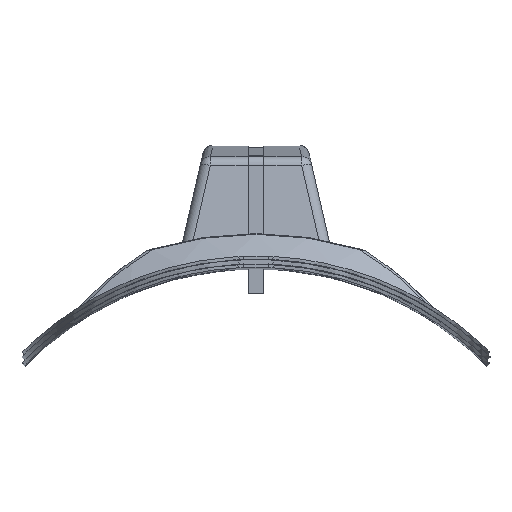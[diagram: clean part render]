
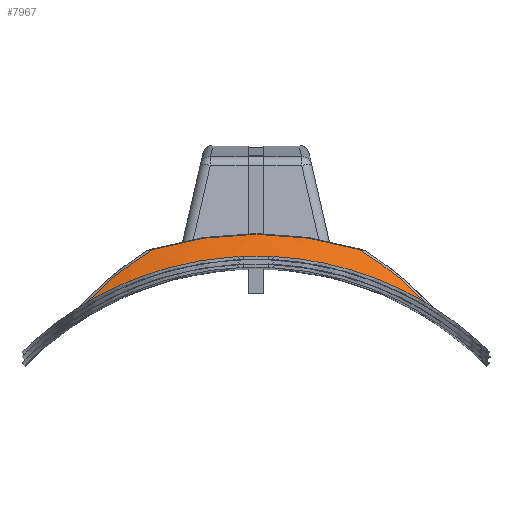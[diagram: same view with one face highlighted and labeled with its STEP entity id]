
A CAD part, top view. The second image highlights one B-rep face of the part: STEP entity #7967.
In plain terms, the highlighted conical face has half-angle 43.394 degrees and reference radius 69.713 mm.
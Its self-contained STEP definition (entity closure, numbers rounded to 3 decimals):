
#6653=CARTESIAN_POINT('',(20.247,66.708,145.663));
#6654=VERTEX_POINT('',#6653);
#6701=CARTESIAN_POINT('',(-20.247,66.708,145.663));
#6702=VERTEX_POINT('',#6701);
#6710=CARTESIAN_POINT('',(0.,0.,145.663));
#6711=DIRECTION('',(0.,0.,-1.0));
#6712=DIRECTION('',(-0.29,0.957,0.));
#6713=AXIS2_PLACEMENT_3D('',#6710,#6711,#6712);
#6714=CIRCLE('',#6713,69.713);
#6715=EDGE_CURVE('',#6702,#6654,#6714,.T.);
#7211=CARTESIAN_POINT('',(33.51,56.105,150.279));
#7212=VERTEX_POINT('',#7211);
#7213=CARTESIAN_POINT('',(33.509,56.105,150.279));
#7214=CARTESIAN_POINT('',(29.697,60.076,148.74));
#7215=CARTESIAN_POINT('',(25.244,63.672,147.202));
#7216=CARTESIAN_POINT('',(20.247,66.708,145.663));
#7217=B_SPLINE_CURVE_WITH_KNOTS('',3,(#7213,#7214,#7215,#7216),.UNSPECIFIED.,.F.,.U.,(4,4),(0.0,0.244),.UNSPECIFIED.);
#7218=EDGE_CURVE('',#7212,#6654,#7217,.T.);
#7842=CARTESIAN_POINT('',(-33.51,56.105,150.279));
#7843=VERTEX_POINT('',#7842);
#7854=CARTESIAN_POINT('',(-33.509,56.105,150.279));
#7855=CARTESIAN_POINT('',(-29.697,60.076,148.74));
#7856=CARTESIAN_POINT('',(-25.244,63.672,147.202));
#7857=CARTESIAN_POINT('',(-20.247,66.708,145.663));
#7858=B_SPLINE_CURVE_WITH_KNOTS('',3,(#7854,#7855,#7856,#7857),.UNSPECIFIED.,.F.,.U.,(4,4),(0.0,0.244),.UNSPECIFIED.);
#7859=EDGE_CURVE('',#7843,#6702,#7858,.T.);
#7950=CARTESIAN_POINT('',(0.,0.,145.663));
#7951=DIRECTION('',(0.,0.,-1.0));
#7952=DIRECTION('',(-0.29,0.957,0.));
#7953=AXIS2_PLACEMENT_3D('',#7950,#7951,#7952);
#7954=CONICAL_SURFACE('',#7953,69.713,43.394);
#7955=ORIENTED_EDGE('',*,*,#6715,.F.);
#7956=ORIENTED_EDGE('',*,*,#7859,.F.);
#7957=CARTESIAN_POINT('',(0.,0.,150.279));
#7958=DIRECTION('',(0.,0.,1.0));
#7959=DIRECTION('',(0.513,0.859,0.));
#7960=AXIS2_PLACEMENT_3D('',#7957,#7958,#7959);
#7961=CIRCLE('',#7960,65.35);
#7962=EDGE_CURVE('',#7212,#7843,#7961,.T.);
#7963=ORIENTED_EDGE('',*,*,#7962,.F.);
#7964=ORIENTED_EDGE('',*,*,#7218,.T.);
#7965=EDGE_LOOP('',(#7955,#7956,#7963,#7964));
#7966=FACE_OUTER_BOUND('',#7965,.T.);
#7967=ADVANCED_FACE('',(#7966),#7954,.T.);
